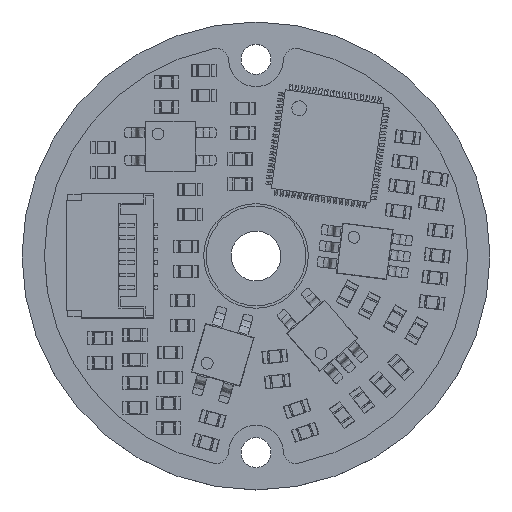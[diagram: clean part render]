
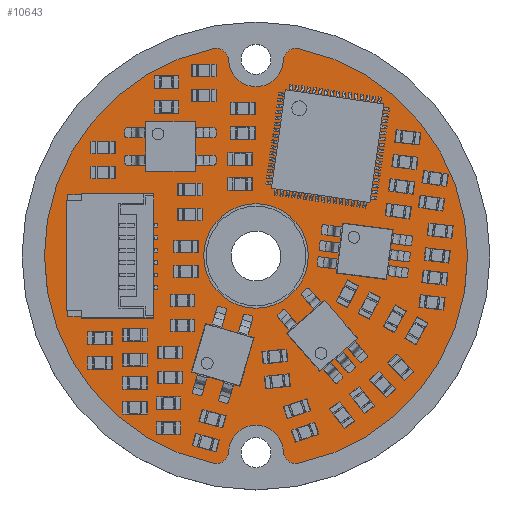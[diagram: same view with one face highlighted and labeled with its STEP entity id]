
A CAD part, top view. The second image highlights one B-rep face of the part: STEP entity #10643.
In plain terms, the highlighted planar face has unit normal (0, 0, 1).
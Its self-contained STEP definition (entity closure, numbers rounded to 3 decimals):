
#332 = CIRCLE ( 'NONE', #3397, 0.5 ) ;
#1150 = CARTESIAN_POINT ( 'NONE',  ( 0., 0., 0.8 ) ) ;
#1279 = EDGE_CURVE ( 'NONE', #4237, #50974, #2535, .T. ) ;
#1441 = AXIS2_PLACEMENT_3D ( 'NONE', #57855, #51628, #23941 ) ;
#1650 = DIRECTION ( 'NONE',  ( 1., 0., 0. ) ) ;
#2535 = CIRCLE ( 'NONE', #56756, 2.1 ) ;
#3216 = CARTESIAN_POINT ( 'NONE',  ( 0., 0., 0.8 ) ) ;
#3397 = AXIS2_PLACEMENT_3D ( 'NONE', #53142, #11503, #1650 ) ;
#3845 = CARTESIAN_POINT ( 'NONE',  ( 1.099, -7.858, 0.8 ) ) ;
#4237 = VERTEX_POINT ( 'NONE', #35490 ) ;
#4387 = DIRECTION ( 'NONE',  ( 0., 0., 1. ) ) ;
#5008 = DIRECTION ( 'NONE',  ( 0., 0., 1. ) ) ;
#6394 = EDGE_CURVE ( 'NONE', #35004, #22898, #332, .T. ) ;
#6579 = DIRECTION ( 'NONE',  ( 0., 0., 1. ) ) ;
#7936 = FACE_BOUND ( 'NONE', #37091, .T. ) ;
#8909 = ORIENTED_EDGE ( 'NONE', *, *, #48334, .T. ) ;
#9182 = CARTESIAN_POINT ( 'NONE',  ( -1.099, 7.858, 0.8 ) ) ;
#10643 = ADVANCED_FACE ( 'NONE', ( #12339, #7936 ), #30844, .T. ) ;
#11503 = DIRECTION ( 'NONE',  ( 0., 0., 1. ) ) ;
#12339 = FACE_OUTER_BOUND ( 'NONE', #40631, .T. ) ;
#12749 = CIRCLE ( 'NONE', #34873, 0.5 ) ;
#13681 = DIRECTION ( 'NONE',  ( 1., 0., 0. ) ) ;
#13768 = ORIENTED_EDGE ( 'NONE', *, *, #34781, .T. ) ;
#15233 = CARTESIAN_POINT ( 'NONE',  ( 0., -7.9, 0.8 ) ) ;
#16005 = CARTESIAN_POINT ( 'NONE',  ( -1.699, 8.329, 0.8 ) ) ;
#16174 = DIRECTION ( 'NONE',  ( 0., 0., 1. ) ) ;
#16518 = VERTEX_POINT ( 'NONE', #53026 ) ;
#16685 = CIRCLE ( 'NONE', #42753, 2.1 ) ;
#17689 = DIRECTION ( 'NONE',  ( 1., 0., 0. ) ) ;
#19423 = ORIENTED_EDGE ( 'NONE', *, *, #53717, .F. ) ;
#19448 = VERTEX_POINT ( 'NONE', #34277 ) ;
#19483 = VERTEX_POINT ( 'NONE', #21630 ) ;
#19532 = EDGE_CURVE ( 'NONE', #19448, #19483, #40240, .T. ) ;
#20781 = DIRECTION ( 'NONE',  ( 1., 0., 0. ) ) ;
#21630 = CARTESIAN_POINT ( 'NONE',  ( 1.699, 8.329, 0.8 ) ) ;
#21838 = DIRECTION ( 'NONE',  ( 0., 0., 1. ) ) ;
#21877 = AXIS2_PLACEMENT_3D ( 'NONE', #31160, #4387, #17689 ) ;
#21897 = ORIENTED_EDGE ( 'NONE', *, *, #58653, .T. ) ;
#22417 = DIRECTION ( 'NONE',  ( 0., 0., 1. ) ) ;
#22898 = VERTEX_POINT ( 'NONE', #16005 ) ;
#23403 = ORIENTED_EDGE ( 'NONE', *, *, #24953, .T. ) ;
#23941 = DIRECTION ( 'NONE',  ( 1., 0., 0. ) ) ;
#24097 = VERTEX_POINT ( 'NONE', #46929 ) ;
#24215 = CARTESIAN_POINT ( 'NONE',  ( -1.099, -7.858, 0.8 ) ) ;
#24953 = EDGE_CURVE ( 'NONE', #24097, #45177, #51022, .T. ) ;
#25083 = ORIENTED_EDGE ( 'NONE', *, *, #6394, .T. ) ;
#25156 = DIRECTION ( 'NONE',  ( 1., 0., 0. ) ) ;
#25890 = DIRECTION ( 'NONE',  ( 1., 0., 0. ) ) ;
#25923 = CARTESIAN_POINT ( 'NONE',  ( -8.5, 0., 0.8 ) ) ;
#26612 = ORIENTED_EDGE ( 'NONE', *, *, #48096, .F. ) ;
#27254 = CARTESIAN_POINT ( 'NONE',  ( 0., 0., 0.8 ) ) ;
#28012 = DIRECTION ( 'NONE',  ( 1., 0., 0. ) ) ;
#28516 = DIRECTION ( 'NONE',  ( 1., 0., 0. ) ) ;
#28661 = CIRCLE ( 'NONE', #1441, 1.1 ) ;
#29817 = AXIS2_PLACEMENT_3D ( 'NONE', #27254, #22417, #45235 ) ;
#30093 = AXIS2_PLACEMENT_3D ( 'NONE', #41583, #50290, #28012 ) ;
#30844 = PLANE ( 'NONE',  #58663 ) ;
#31160 = CARTESIAN_POINT ( 'NONE',  ( 1.599, -7.839, 0.8 ) ) ;
#31838 = CIRCLE ( 'NONE', #21877, 0.5 ) ;
#33751 = DIRECTION ( 'NONE',  ( 1., 0., 0. ) ) ;
#33899 = ORIENTED_EDGE ( 'NONE', *, *, #41510, .T. ) ;
#34277 = CARTESIAN_POINT ( 'NONE',  ( 1.699, -8.329, 0.8 ) ) ;
#34781 = EDGE_CURVE ( 'NONE', #35556, #19448, #31838, .T. ) ;
#34873 = AXIS2_PLACEMENT_3D ( 'NONE', #49521, #21838, #25890 ) ;
#35004 = VERTEX_POINT ( 'NONE', #9182 ) ;
#35490 = CARTESIAN_POINT ( 'NONE',  ( -2.1, 0., 0.8 ) ) ;
#35556 = VERTEX_POINT ( 'NONE', #3845 ) ;
#37091 = EDGE_LOOP ( 'NONE', ( #58289, #19423 ) ) ;
#39075 = AXIS2_PLACEMENT_3D ( 'NONE', #41748, #5008, #13681 ) ;
#39813 = CARTESIAN_POINT ( 'NONE',  ( 2.1, 0., 0.8 ) ) ;
#40240 = CIRCLE ( 'NONE', #29817, 8.5 ) ;
#40631 = EDGE_LOOP ( 'NONE', ( #33899, #21897, #23403, #26612, #13768, #42745, #8909, #57823, #25083 ) ) ;
#41343 = CIRCLE ( 'NONE', #41515, 1.1 ) ;
#41510 = EDGE_CURVE ( 'NONE', #22898, #55900, #48404, .T. ) ;
#41515 = AXIS2_PLACEMENT_3D ( 'NONE', #15233, #47528, #28516 ) ;
#41583 = CARTESIAN_POINT ( 'NONE',  ( -1.599, -7.839, 0.8 ) ) ;
#41748 = CARTESIAN_POINT ( 'NONE',  ( 0., 0., 0.8 ) ) ;
#42637 = EDGE_CURVE ( 'NONE', #35004, #16518, #28661, .T. ) ;
#42745 = ORIENTED_EDGE ( 'NONE', *, *, #19532, .T. ) ;
#42753 = AXIS2_PLACEMENT_3D ( 'NONE', #58522, #44199, #53945 ) ;
#44199 = DIRECTION ( 'NONE',  ( 0., 0., 1. ) ) ;
#44348 = CIRCLE ( 'NONE', #39075, 8.5 ) ;
#45177 = VERTEX_POINT ( 'NONE', #24215 ) ;
#45235 = DIRECTION ( 'NONE',  ( 1., 0., 0. ) ) ;
#46929 = CARTESIAN_POINT ( 'NONE',  ( -1.699, -8.329, 0.8 ) ) ;
#47528 = DIRECTION ( 'NONE',  ( 0., 0., 1. ) ) ;
#47609 = DIRECTION ( 'NONE',  ( 0., 0., 1. ) ) ;
#48096 = EDGE_CURVE ( 'NONE', #35556, #45177, #41343, .T. ) ;
#48334 = EDGE_CURVE ( 'NONE', #19483, #16518, #12749, .T. ) ;
#48404 = CIRCLE ( 'NONE', #52480, 8.5 ) ;
#49521 = CARTESIAN_POINT ( 'NONE',  ( 1.599, 7.839, 0.8 ) ) ;
#50290 = DIRECTION ( 'NONE',  ( 0., 0., 1. ) ) ;
#50974 = VERTEX_POINT ( 'NONE', #39813 ) ;
#51022 = CIRCLE ( 'NONE', #30093, 0.5 ) ;
#51628 = DIRECTION ( 'NONE',  ( 0., 0., 1. ) ) ;
#52480 = AXIS2_PLACEMENT_3D ( 'NONE', #52866, #47609, #25156 ) ;
#52866 = CARTESIAN_POINT ( 'NONE',  ( 0., 0., 0.8 ) ) ;
#53026 = CARTESIAN_POINT ( 'NONE',  ( 1.099, 7.858, 0.8 ) ) ;
#53142 = CARTESIAN_POINT ( 'NONE',  ( -1.599, 7.839, 0.8 ) ) ;
#53717 = EDGE_CURVE ( 'NONE', #50974, #4237, #16685, .T. ) ;
#53945 = DIRECTION ( 'NONE',  ( 1., 0., 0. ) ) ;
#55900 = VERTEX_POINT ( 'NONE', #25923 ) ;
#56756 = AXIS2_PLACEMENT_3D ( 'NONE', #1150, #6579, #33751 ) ;
#57823 = ORIENTED_EDGE ( 'NONE', *, *, #42637, .F. ) ;
#57855 = CARTESIAN_POINT ( 'NONE',  ( 0., 7.9, 0.8 ) ) ;
#58289 = ORIENTED_EDGE ( 'NONE', *, *, #1279, .F. ) ;
#58522 = CARTESIAN_POINT ( 'NONE',  ( 0., 0., 0.8 ) ) ;
#58653 = EDGE_CURVE ( 'NONE', #55900, #24097, #44348, .T. ) ;
#58663 = AXIS2_PLACEMENT_3D ( 'NONE', #3216, #16174, #20781 ) ;
